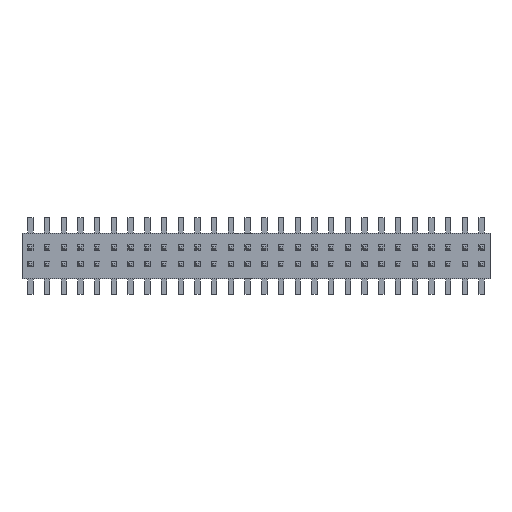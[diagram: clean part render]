
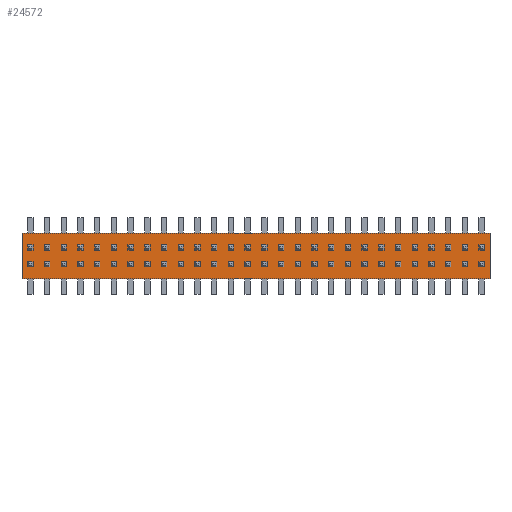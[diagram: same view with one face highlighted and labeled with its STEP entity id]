
A CAD part, top view. The second image highlights one B-rep face of the part: STEP entity #24572.
In plain terms, the highlighted face is planar.
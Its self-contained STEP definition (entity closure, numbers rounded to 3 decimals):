
#24440 = EDGE_CURVE('',#24441,#24443,#24445,.T.);
#24441 = VERTEX_POINT('',#24442);
#24442 = CARTESIAN_POINT('',(-17.78,1.753,-1.715));
#24443 = VERTEX_POINT('',#24444);
#24444 = CARTESIAN_POINT('',(-17.78,1.753,1.715));
#24445 = LINE('',#24446,#24447);
#24446 = CARTESIAN_POINT('',(-17.78,1.753,-1.715));
#24447 = VECTOR('',#24448,1.);
#24448 = DIRECTION('',(0.,0.,1.));
#24480 = EDGE_CURVE('',#24443,#24481,#24483,.T.);
#24481 = VERTEX_POINT('',#24482);
#24482 = CARTESIAN_POINT('',(17.78,1.753,1.715));
#24483 = LINE('',#24484,#24485);
#24484 = CARTESIAN_POINT('',(-17.78,1.753,1.715));
#24485 = VECTOR('',#24486,1.);
#24486 = DIRECTION('',(1.,0.,0.));
#24511 = EDGE_CURVE('',#24481,#24512,#24514,.T.);
#24512 = VERTEX_POINT('',#24513);
#24513 = CARTESIAN_POINT('',(17.78,1.753,-1.715));
#24514 = LINE('',#24515,#24516);
#24515 = CARTESIAN_POINT('',(17.78,1.753,1.715));
#24516 = VECTOR('',#24517,1.);
#24517 = DIRECTION('',(0.,0.,-1.));
#24542 = EDGE_CURVE('',#24512,#24441,#24543,.T.);
#24543 = LINE('',#24544,#24545);
#24544 = CARTESIAN_POINT('',(17.78,1.753,-1.715));
#24545 = VECTOR('',#24546,1.);
#24546 = DIRECTION('',(-1.,0.,0.));
#24572 = ADVANCED_FACE('',(#24573),#24579,.T.);
#24573 = FACE_BOUND('',#24574,.T.);
#24574 = EDGE_LOOP('',(#24575,#24576,#24577,#24578));
#24575 = ORIENTED_EDGE('',*,*,#24440,.T.);
#24576 = ORIENTED_EDGE('',*,*,#24480,.T.);
#24577 = ORIENTED_EDGE('',*,*,#24511,.T.);
#24578 = ORIENTED_EDGE('',*,*,#24542,.T.);
#24579 = PLANE('',#24580);
#24580 = AXIS2_PLACEMENT_3D('',#24581,#24582,#24583);
#24581 = CARTESIAN_POINT('',(0.,1.753,0.));
#24582 = DIRECTION('',(0.,1.,0.));
#24583 = DIRECTION('',(0.,-0.,1.));
